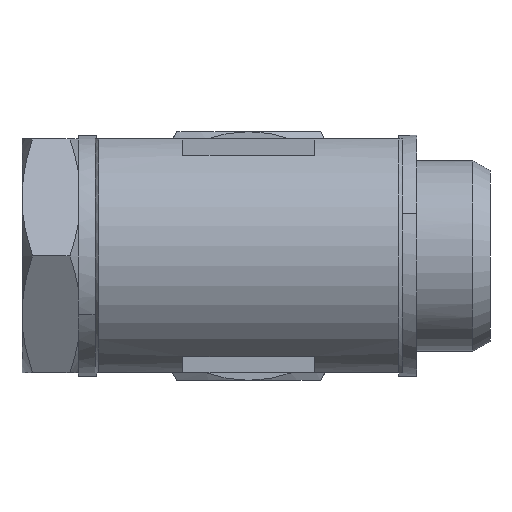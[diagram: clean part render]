
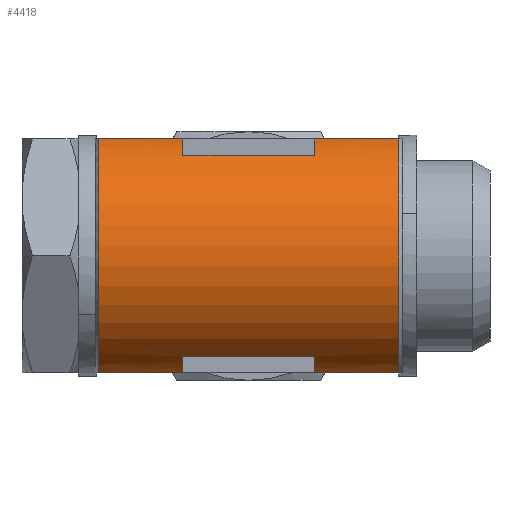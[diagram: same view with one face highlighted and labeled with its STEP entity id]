
A CAD part, left-side view. The second image highlights one B-rep face of the part: STEP entity #4418.
In plain terms, the highlighted cylindrical face has radius 17 mm (diameter 34 mm), a partial arc.
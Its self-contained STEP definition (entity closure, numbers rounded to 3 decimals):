
#1188 = ORIENTED_EDGE ( 'NONE', *, *, #2247, .T. ) ;
#1189 = ORIENTED_EDGE ( 'NONE', *, *, #2272, .T. ) ;
#1190 = ORIENTED_EDGE ( 'NONE', *, *, #2243, .T. ) ;
#1191 = ORIENTED_EDGE ( 'NONE', *, *, #2273, .T. ) ;
#1192 = ORIENTED_EDGE ( 'NONE', *, *, #2274, .T. ) ;
#1193 = ORIENTED_EDGE ( 'NONE', *, *, #2275, .T. ) ;
#1194 = ORIENTED_EDGE ( 'NONE', *, *, #2239, .T. ) ;
#1195 = ORIENTED_EDGE ( 'NONE', *, *, #2276, .T. ) ;
#1196 = ORIENTED_EDGE ( 'NONE', *, *, #2251, .T. ) ;
#1197 = ORIENTED_EDGE ( 'NONE', *, *, #2277, .T. ) ;
#1198 = ORIENTED_EDGE ( 'NONE', *, *, #2278, .T. ) ;
#1199 = ORIENTED_EDGE ( 'NONE', *, *, #2279, .T. ) ;
#1580 = FACE_OUTER_BOUND ( 'NONE', #3585, .T. ) ;
#1588 = CYLINDRICAL_SURFACE ( 'NONE', #1722, 17. ) ;
#1722 = AXIS2_PLACEMENT_3D ( 'NONE', #5399, #5400, #5408 ) ;
#2239 = EDGE_CURVE ( 'NONE', #3194, #3211, #4235, .T. ) ;
#2243 = EDGE_CURVE ( 'NONE', #3191, #3215, #4245, .T. ) ;
#2247 = EDGE_CURVE ( 'NONE', #3216, #3212, #4249, .T. ) ;
#2251 = EDGE_CURVE ( 'NONE', #3218, #3750, #4255, .T. ) ;
#2272 = EDGE_CURVE ( 'NONE', #3212, #3191, #4288, .T. ) ;
#2273 = EDGE_CURVE ( 'NONE', #3215, #3220, #4289, .T. ) ;
#2274 = EDGE_CURVE ( 'NONE', #3220, #3235, #4290, .T. ) ;
#2275 = EDGE_CURVE ( 'NONE', #3235, #3194, #4291, .T. ) ;
#2276 = EDGE_CURVE ( 'NONE', #3211, #3218, #4293, .T. ) ;
#2277 = EDGE_CURVE ( 'NONE', #3750, #3228, #4294, .T. ) ;
#2278 = EDGE_CURVE ( 'NONE', #3228, #3237, #4295, .T. ) ;
#2279 = EDGE_CURVE ( 'NONE', #3237, #3216, #4296, .T. ) ;
#2998 = AXIS2_PLACEMENT_3D ( 'NONE', #4813, #4814, #4815 ) ;
#2999 = AXIS2_PLACEMENT_3D ( 'NONE', #4816, #4817, #4818 ) ;
#3000 = AXIS2_PLACEMENT_3D ( 'NONE', #4819, #4820, #4821 ) ;
#3001 = AXIS2_PLACEMENT_3D ( 'NONE', #4824, #4825, #4826 ) ;
#3002 = AXIS2_PLACEMENT_3D ( 'NONE', #4827, #4828, #4829 ) ;
#3003 = AXIS2_PLACEMENT_3D ( 'NONE', #4831, #4832, #4833 ) ;
#3191 = VERTEX_POINT ( 'NONE', #4953 ) ;
#3194 = VERTEX_POINT ( 'NONE', #4956 ) ;
#3211 = VERTEX_POINT ( 'NONE', #4973 ) ;
#3212 = VERTEX_POINT ( 'NONE', #4974 ) ;
#3215 = VERTEX_POINT ( 'NONE', #4977 ) ;
#3216 = VERTEX_POINT ( 'NONE', #4978 ) ;
#3218 = VERTEX_POINT ( 'NONE', #4980 ) ;
#3220 = VERTEX_POINT ( 'NONE', #4982 ) ;
#3228 = VERTEX_POINT ( 'NONE', #4990 ) ;
#3235 = VERTEX_POINT ( 'NONE', #4997 ) ;
#3237 = VERTEX_POINT ( 'NONE', #4999 ) ;
#3585 = EDGE_LOOP ( 'NONE', ( #1188, #1189, #1190, #1191, #1192, #1193, #1194, #1195, #1196, #1197, #1198, #1199 ) ) ;
#3750 = VERTEX_POINT ( 'NONE', #5142 ) ;
#4235 = LINE ( 'NONE', #6046, #4237 ) ;
#4237 = VECTOR ( 'NONE', #6048, 1000. ) ;
#4245 = LINE ( 'NONE', #6054, #4248 ) ;
#4248 = VECTOR ( 'NONE', #6055, 1000. ) ;
#4249 = LINE ( 'NONE', #6066, #4250 ) ;
#4250 = VECTOR ( 'NONE', #6067, 1000. ) ;
#4255 = LINE ( 'NONE', #6069, #4260 ) ;
#4260 = VECTOR ( 'NONE', #6075, 1000. ) ;
#4288 = CIRCLE ( 'NONE', #2998, 17. ) ;
#4289 = CIRCLE ( 'NONE', #2999, 17. ) ;
#4290 = LINE ( 'NONE', #4811, #4292 ) ;
#4291 = CIRCLE ( 'NONE', #3000, 17. ) ;
#4292 = VECTOR ( 'NONE', #4812, 1000. ) ;
#4293 = CIRCLE ( 'NONE', #3001, 17. ) ;
#4294 = CIRCLE ( 'NONE', #3002, 17. ) ;
#4295 = LINE ( 'NONE', #4822, #4297 ) ;
#4296 = CIRCLE ( 'NONE', #3003, 17. ) ;
#4297 = VECTOR ( 'NONE', #4823, 1000. ) ;
#4418 = ADVANCED_FACE ( 'NONE', ( #1580 ), #1588, .T. ) ;
#4811 = CARTESIAN_POINT ( 'NONE',  ( -10., 0., 13.748 ) ) ;
#4812 = DIRECTION ( 'NONE',  ( 0., 1., 0. ) ) ;
#4813 = CARTESIAN_POINT ( 'NONE',  ( 0., 1.5, 0. ) ) ;
#4814 = DIRECTION ( 'NONE',  ( 0., 1., 0. ) ) ;
#4815 = DIRECTION ( 'NONE',  ( 0., 0., 1. ) ) ;
#4816 = CARTESIAN_POINT ( 'NONE',  ( 0., 13., 0. ) ) ;
#4817 = DIRECTION ( 'NONE',  ( 0., -1., 0. ) ) ;
#4818 = DIRECTION ( 'NONE',  ( -1., 0., 0. ) ) ;
#4819 = CARTESIAN_POINT ( 'NONE',  ( 0., 31., 0. ) ) ;
#4820 = DIRECTION ( 'NONE',  ( 0., 1., 0. ) ) ;
#4821 = DIRECTION ( 'NONE',  ( 1., 0., 0. ) ) ;
#4822 = CARTESIAN_POINT ( 'NONE',  ( -10., 0., -13.748 ) ) ;
#4823 = DIRECTION ( 'NONE',  ( 0., -1., 0. ) ) ;
#4824 = CARTESIAN_POINT ( 'NONE',  ( 0., 42.5, 0. ) ) ;
#4825 = DIRECTION ( 'NONE',  ( 0., -1., 0. ) ) ;
#4826 = DIRECTION ( 'NONE',  ( 0., 0., -1. ) ) ;
#4827 = CARTESIAN_POINT ( 'NONE',  ( 0., 31., 0. ) ) ;
#4828 = DIRECTION ( 'NONE',  ( 0., 1., 0. ) ) ;
#4829 = DIRECTION ( 'NONE',  ( 1., 0., 0. ) ) ;
#4831 = CARTESIAN_POINT ( 'NONE',  ( 0., 13., 0. ) ) ;
#4832 = DIRECTION ( 'NONE',  ( 0., -1., 0. ) ) ;
#4833 = DIRECTION ( 'NONE',  ( -1., 0., 0. ) ) ;
#4953 = CARTESIAN_POINT ( 'NONE',  ( -5.745, 1.5, 16. ) ) ;
#4956 = CARTESIAN_POINT ( 'NONE',  ( -5.745, 31., 16. ) ) ;
#4973 = CARTESIAN_POINT ( 'NONE',  ( -5.745, 42.5, 16. ) ) ;
#4974 = CARTESIAN_POINT ( 'NONE',  ( -5.745, 1.5, -16. ) ) ;
#4977 = CARTESIAN_POINT ( 'NONE',  ( -5.745, 13., 16. ) ) ;
#4978 = CARTESIAN_POINT ( 'NONE',  ( -5.745, 13., -16. ) ) ;
#4980 = CARTESIAN_POINT ( 'NONE',  ( -5.745, 42.5, -16. ) ) ;
#4982 = CARTESIAN_POINT ( 'NONE',  ( -10., 13., 13.748 ) ) ;
#4990 = CARTESIAN_POINT ( 'NONE',  ( -10., 31., -13.748 ) ) ;
#4997 = CARTESIAN_POINT ( 'NONE',  ( -10., 31., 13.748 ) ) ;
#4999 = CARTESIAN_POINT ( 'NONE',  ( -10., 13., -13.748 ) ) ;
#5142 = CARTESIAN_POINT ( 'NONE',  ( -5.745, 31., -16. ) ) ;
#5399 = CARTESIAN_POINT ( 'NONE',  ( 0., 0., 0. ) ) ;
#5400 = DIRECTION ( 'NONE',  ( 0., -1., 0. ) ) ;
#5408 = DIRECTION ( 'NONE',  ( 0., 0., -1. ) ) ;
#6046 = CARTESIAN_POINT ( 'NONE',  ( -5.745, 0., 16. ) ) ;
#6048 = DIRECTION ( 'NONE',  ( 0., 1., 0. ) ) ;
#6054 = CARTESIAN_POINT ( 'NONE',  ( -5.745, 0., 16. ) ) ;
#6055 = DIRECTION ( 'NONE',  ( 0., 1., 0. ) ) ;
#6066 = CARTESIAN_POINT ( 'NONE',  ( -5.745, 0., -16. ) ) ;
#6067 = DIRECTION ( 'NONE',  ( 0., -1., 0. ) ) ;
#6069 = CARTESIAN_POINT ( 'NONE',  ( -5.745, 0., -16. ) ) ;
#6075 = DIRECTION ( 'NONE',  ( 0., -1., 0. ) ) ;
